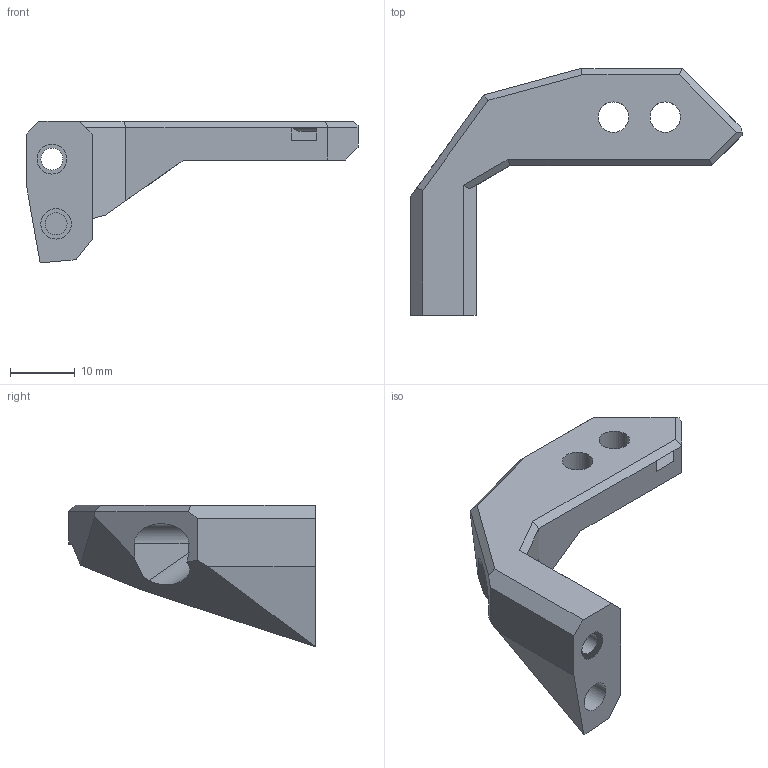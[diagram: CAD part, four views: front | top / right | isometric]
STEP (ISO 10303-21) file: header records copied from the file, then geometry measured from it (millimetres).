
FILE_DESCRIPTION(/* description */ (''),/* implementation_level */ '2;1');
FILE_NAME(/* name */ 'chain_anchor_2hole.step',/* time_stamp */ '2022-12-03T12:50:19-05:00',/* author */ (''),/* organization */ (''),/* preprocessor_version */ 'ST-DEVELOPER v19.2',/* originating_system */ 'Autodesk Translation Framework v11.17.0.187',/* authorisation */ '');
FILE_SCHEMA (('AUTOMOTIVE_DESIGN { 1 0 10303 214 3 1 1 }'));
Length unit declared in the file: millimetre
Products named in the file (1): chain_anchor_2hole
Bounding box: 51.2 x 38.05 x 21.86 mm (x, y, z)
Volume: 7034.2 mm3; surface area: 3721.7 mm2
Topology: 1 solids, 1 shells, 49 faces, 129 edges, 82 vertices
Faces by surface type: plane 38, cylinder 10, cone 1
Full cylindrical faces by diameter (mm): 3.4 x2, 4.7 x3
Entity records: 1545 total; most frequent: CARTESIAN_POINT 261, ORIENTED_EDGE 258, DIRECTION 251, EDGE_CURVE 129, LINE 107, VECTOR 107, VERTEX_POINT 82, AXIS2_PLACEMENT_3D 72
